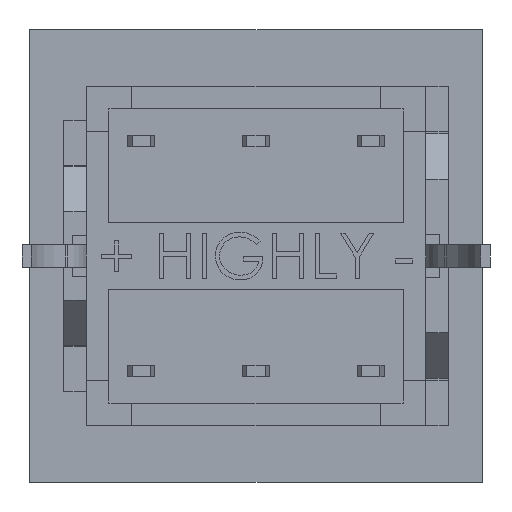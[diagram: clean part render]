
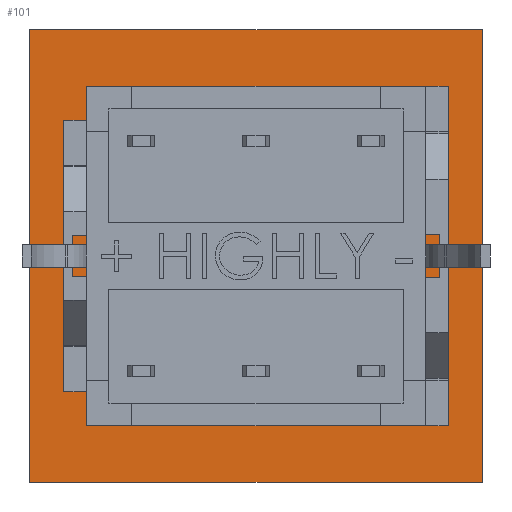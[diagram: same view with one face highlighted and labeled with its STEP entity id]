
A CAD part, front view. The second image highlights one B-rep face of the part: STEP entity #101.
In plain terms, the highlighted planar face has unit normal (0, -1, 0).
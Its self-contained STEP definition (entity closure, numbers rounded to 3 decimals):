
#101 = ADVANCED_FACE ( 'NONE', ( #5442 ), #10419, .F. ) ;
#298 = CARTESIAN_POINT ( 'NONE',  ( 5., 0., -5. ) ) ;
#376 = DIRECTION ( 'NONE',  ( 0., 0., 1. ) ) ;
#590 = LINE ( 'NONE', #3963, #2391 ) ;
#1299 = VERTEX_POINT ( 'NONE', #2952 ) ;
#2391 = VECTOR ( 'NONE', #8045, 1000. ) ;
#2952 = CARTESIAN_POINT ( 'NONE',  ( -5., 0., 5. ) ) ;
#3277 = CARTESIAN_POINT ( 'NONE',  ( 5., 0., 5. ) ) ;
#3963 = CARTESIAN_POINT ( 'NONE',  ( -5., 0., 5. ) ) ;
#4466 = LINE ( 'NONE', #5690, #8084 ) ;
#4711 = ORIENTED_EDGE ( 'NONE', *, *, #14024, .F. ) ;
#5095 = VERTEX_POINT ( 'NONE', #9109 ) ;
#5291 = DIRECTION ( 'NONE',  ( 0., 1., 0. ) ) ;
#5390 = EDGE_CURVE ( 'NONE', #5095, #1299, #590, .T. ) ;
#5442 = FACE_OUTER_BOUND ( 'NONE', #6051, .T. ) ;
#5690 = CARTESIAN_POINT ( 'NONE',  ( 5., 0., -5. ) ) ;
#6051 = EDGE_LOOP ( 'NONE', ( #7793, #12940, #14780, #4711 ) ) ;
#6121 = LINE ( 'NONE', #7689, #14888 ) ;
#7222 = VERTEX_POINT ( 'NONE', #298 ) ;
#7689 = CARTESIAN_POINT ( 'NONE',  ( 5., 0., 5. ) ) ;
#7793 = ORIENTED_EDGE ( 'NONE', *, *, #5390, .F. ) ;
#8045 = DIRECTION ( 'NONE',  ( 0., 0., 1. ) ) ;
#8084 = VECTOR ( 'NONE', #15722, 1000. ) ;
#8937 = VERTEX_POINT ( 'NONE', #3277 ) ;
#9109 = CARTESIAN_POINT ( 'NONE',  ( -5., 0., -5. ) ) ;
#10232 = AXIS2_PLACEMENT_3D ( 'NONE', #15388, #5291, #376 ) ;
#10419 = PLANE ( 'NONE',  #10232 ) ;
#10907 = EDGE_CURVE ( 'NONE', #7222, #5095, #4466, .T. ) ;
#11643 = DIRECTION ( 'NONE',  ( 1., 0., 0. ) ) ;
#11648 = EDGE_CURVE ( 'NONE', #8937, #7222, #6121, .T. ) ;
#12940 = ORIENTED_EDGE ( 'NONE', *, *, #10907, .F. ) ;
#14024 = EDGE_CURVE ( 'NONE', #1299, #8937, #14113, .T. ) ;
#14113 = LINE ( 'NONE', #14267, #15398 ) ;
#14267 = CARTESIAN_POINT ( 'NONE',  ( 5., 0., 5. ) ) ;
#14780 = ORIENTED_EDGE ( 'NONE', *, *, #11648, .F. ) ;
#14850 = DIRECTION ( 'NONE',  ( 0., 0., -1. ) ) ;
#14888 = VECTOR ( 'NONE', #14850, 1000. ) ;
#15388 = CARTESIAN_POINT ( 'NONE',  ( 0., 0., 0. ) ) ;
#15398 = VECTOR ( 'NONE', #11643, 1000. ) ;
#15722 = DIRECTION ( 'NONE',  ( -1., 0., 0. ) ) ;
